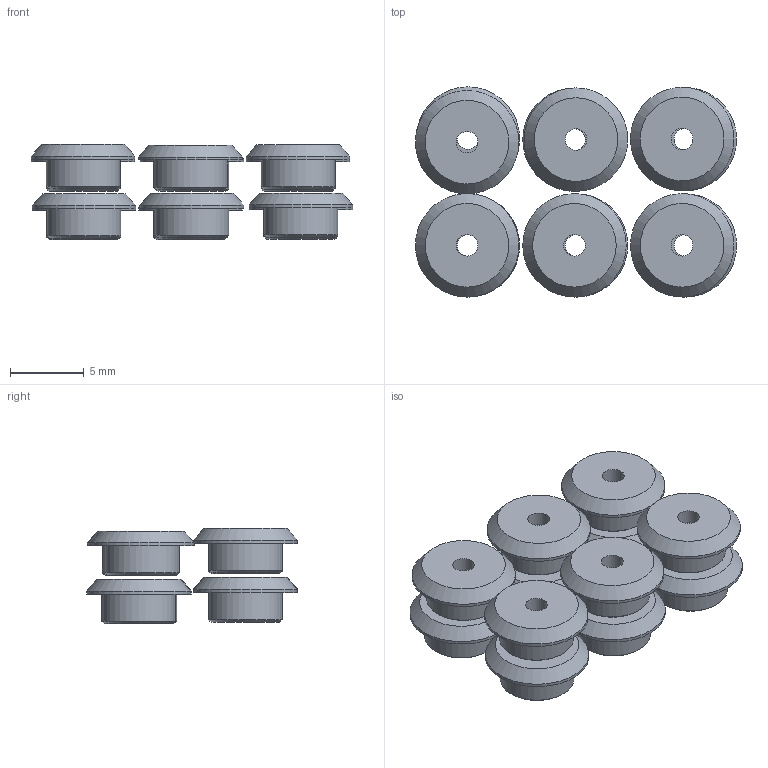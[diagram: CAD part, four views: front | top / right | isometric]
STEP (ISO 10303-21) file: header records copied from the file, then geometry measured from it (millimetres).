
FILE_DESCRIPTION(/* description */ (''),/* implementation_level */ '2;1');
FILE_NAME(/* name */ 'encoder-gear-spacer-multiple.stp',/* time_stamp */ '2025-02-09T09:50:50+09:00',/* author */ ('IshiiLabHonda'),/* organization */ (''),/* preprocessor_version */ 'ST-DEVELOPER v19.2',/* originating_system */ 'Autodesk Inventor 2023',/* authorisation */ '');
FILE_SCHEMA (('AUTOMOTIVE_DESIGN { 1 0 10303 214 3 1 1 }'));
Length unit declared in the file: millimetre
Products named in the file (2): encoder-gear-spacer-multiple; Encoder-Gear-Spacer
Assembly tree (12 placements, depth 2):
  encoder-gear-spacer-multiple
    Encoder-Gear-Spacer  x12
Bounding box: 21.74 x 14.23 x 6.44 mm (x, y, z)
Volume: 801.1 mm3; surface area: 1542.4 mm2
Topology: 12 solids, 12 shells, 132 faces, 240 edges, 156 vertices
Faces by surface type: cylinder 48, plane 48, cone 36
Full cylindrical faces by diameter (mm): 1.46 x12, 1.48 x12, 5 x12, 7 x12
Entity records: 449 total; most frequent: DIRECTION 83, CARTESIAN_POINT 58, ORIENTED_EDGE 40, AXIS2_PLACEMENT_3D 38, EDGE_CURVE 20, EDGE_LOOP 15, PRODUCT_DEFINITION_SHAPE 14, CIRCLE 13
